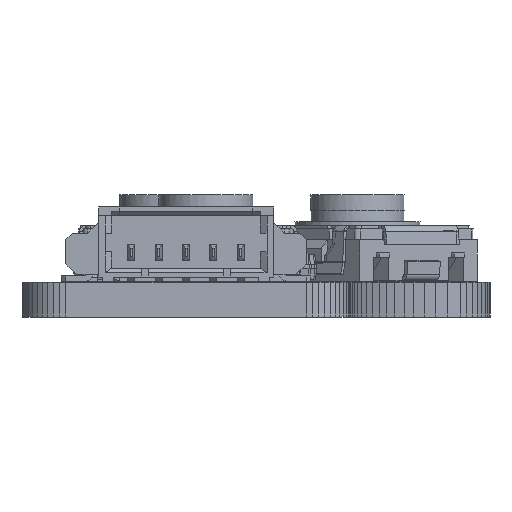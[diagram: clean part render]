
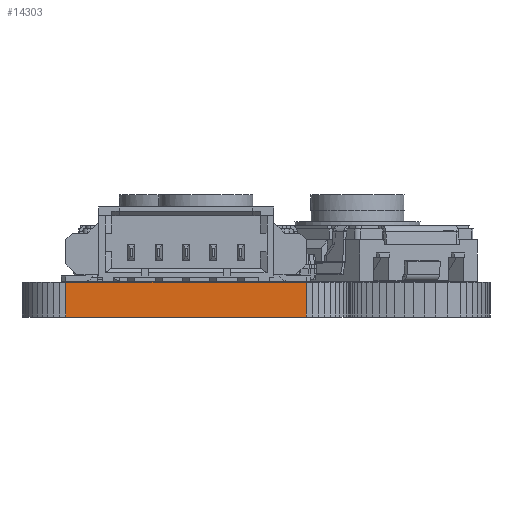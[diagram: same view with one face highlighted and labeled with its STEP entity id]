
A CAD part, left-side view. The second image highlights one B-rep face of the part: STEP entity #14303.
In plain terms, the highlighted planar face has unit normal (-1, 0, 0).
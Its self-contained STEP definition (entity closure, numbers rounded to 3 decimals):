
#941=FACE_OUTER_BOUND('',#1687,.T.);
#1687=EDGE_LOOP('',(#12275,#12276,#12277,#12278));
#3392=LINE('',#22458,#5221);
#3417=LINE('',#22512,#5246);
#3515=LINE('',#22711,#5344);
#3517=LINE('',#22715,#5346);
#5221=VECTOR('',#18473,1.);
#5246=VECTOR('',#18504,1.);
#5344=VECTOR('',#18652,1.);
#5346=VECTOR('',#18658,1.);
#6552=VERTEX_POINT('',#22455);
#6553=VERTEX_POINT('',#22457);
#6578=VERTEX_POINT('',#22509);
#6579=VERTEX_POINT('',#22511);
#8423=EDGE_CURVE('',#6552,#6553,#3392,.T.);
#8450=EDGE_CURVE('',#6579,#6578,#3417,.T.);
#8550=EDGE_CURVE('',#6553,#6578,#3515,.T.);
#8552=EDGE_CURVE('',#6552,#6579,#3517,.T.);
#12275=ORIENTED_EDGE('',*,*,#8552,.T.);
#12276=ORIENTED_EDGE('',*,*,#8450,.T.);
#12277=ORIENTED_EDGE('',*,*,#8550,.F.);
#12278=ORIENTED_EDGE('',*,*,#8423,.F.);
#13138=PLANE('',#15218);
#14303=ADVANCED_FACE('',(#941),#13138,.T.);
#15218=AXIS2_PLACEMENT_3D('',#22714,#18656,#18657);
#18473=DIRECTION('',(0.,1.,0.));
#18504=DIRECTION('',(0.,1.,0.));
#18652=DIRECTION('',(0.,0.,1.));
#18656=DIRECTION('center_axis',(-1.,0.,0.));
#18657=DIRECTION('ref_axis',(0.,1.,0.));
#18658=DIRECTION('',(0.,0.,1.));
#22455=CARTESIAN_POINT('',(0.,8.38,0.));
#22457=CARTESIAN_POINT('',(0.,19.38,0.));
#22458=CARTESIAN_POINT('',(0.,8.38,0.));
#22509=CARTESIAN_POINT('',(0.,19.38,1.58));
#22511=CARTESIAN_POINT('',(0.,8.38,1.58));
#22512=CARTESIAN_POINT('',(0.,8.38,1.58));
#22711=CARTESIAN_POINT('',(0.,19.38,0.));
#22714=CARTESIAN_POINT('Origin',(0.,8.38,0.));
#22715=CARTESIAN_POINT('',(0.,8.38,0.));
